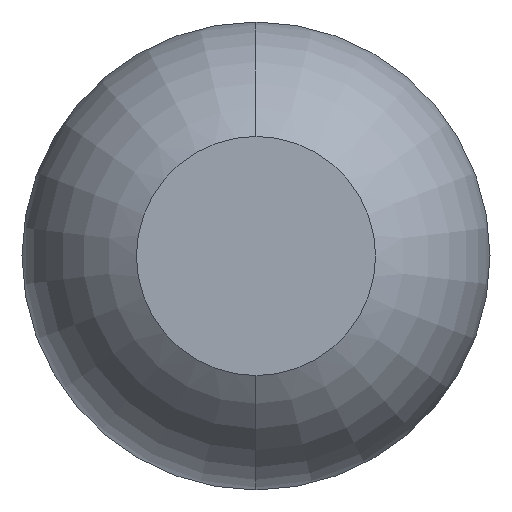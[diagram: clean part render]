
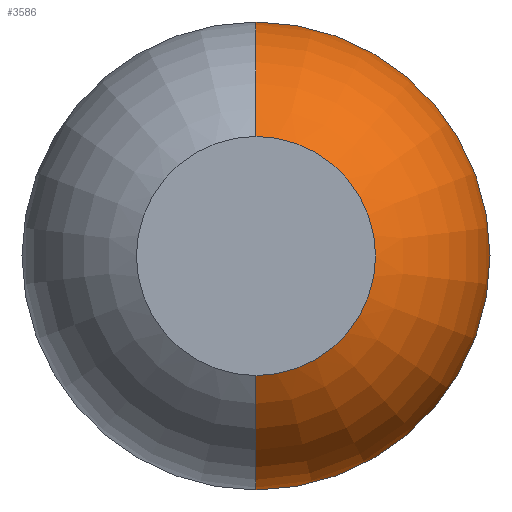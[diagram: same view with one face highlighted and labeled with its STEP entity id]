
A CAD part, front view. The second image highlights one B-rep face of the part: STEP entity #3586.
In plain terms, the highlighted toroidal (fillet/blend) face has major radius 0.035 mm and minor radius 0.65 mm.
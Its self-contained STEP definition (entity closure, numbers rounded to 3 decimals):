
#84 = ORIENTED_EDGE ( 'NONE', *, *, #2985, .T. ) ;
#465 = EDGE_CURVE ( 'Defeature ausgef�hrt3_18+Defeature ausgef�hrt3_4+Defeature ausgef�hrt3_4+Defeature ausgef�hrt3_4', #1842, #1937, #1856, .T. ) ;
#475 = DIRECTION ( 'NONE',  ( 0., 0., -1. ) ) ;
#493 = AXIS2_PLACEMENT_3D ( 'NONE', #3696, #1431, #3400 ) ;
#760 = DIRECTION ( 'NONE',  ( 0., 0., -1. ) ) ;
#847 = CIRCLE ( 'NONE', #3470, 0.685 ) ;
#881 = ORIENTED_EDGE ( 'NONE', *, *, #3499, .T. ) ;
#896 = CARTESIAN_POINT ( 'NONE',  ( 0., -25., -0.35 ) ) ;
#1057 = ORIENTED_EDGE ( 'NONE', *, *, #4013, .F. ) ;
#1305 = CIRCLE ( 'NONE', #2293, 0.65 ) ;
#1399 = TOROIDAL_SURFACE ( 'NONE', #1524, 0.035, 0.65 ) ;
#1409 = CARTESIAN_POINT ( 'NONE',  ( 0., -24.431, 0. ) ) ;
#1431 = DIRECTION ( 'NONE',  ( -1., 0., 0. ) ) ;
#1524 = AXIS2_PLACEMENT_3D ( 'NONE', #3131, #3474, #475 ) ;
#1543 = CARTESIAN_POINT ( 'NONE',  ( 0., -25., 0. ) ) ;
#1673 = CARTESIAN_POINT ( 'NONE',  ( 0., -24.431, 0.685 ) ) ;
#1693 = AXIS2_PLACEMENT_3D ( 'NONE', #1543, #3459, #3089 ) ;
#1809 = CARTESIAN_POINT ( 'NONE',  ( 0., -24.431, 0.035 ) ) ;
#1842 = VERTEX_POINT ( 'NONE', #896 ) ;
#1856 = CIRCLE ( 'NONE', #1693, 0.35 ) ;
#1937 = VERTEX_POINT ( 'NONE', #2878 ) ;
#1991 = EDGE_LOOP ( 'NONE', ( #881, #84, #4041, #1057 ) ) ;
#2264 = FACE_OUTER_BOUND ( 'NONE', #1991, .T. ) ;
#2293 = AXIS2_PLACEMENT_3D ( 'NONE', #1809, #3417, #3730 ) ;
#2373 = DIRECTION ( 'NONE',  ( 0., -1., 0. ) ) ;
#2878 = CARTESIAN_POINT ( 'NONE',  ( 0., -25., 0.35 ) ) ;
#2985 = EDGE_CURVE ( 'NONE', #3421, #1937, #1305, .T. ) ;
#2991 = CIRCLE ( 'NONE', #493, 0.65 ) ;
#3089 = DIRECTION ( 'NONE',  ( 0., 0., -1. ) ) ;
#3131 = CARTESIAN_POINT ( 'NONE',  ( 0., -24.431, 0. ) ) ;
#3400 = DIRECTION ( 'NONE',  ( 0., 0., 1. ) ) ;
#3417 = DIRECTION ( 'NONE',  ( 1., 0., 0. ) ) ;
#3421 = VERTEX_POINT ( 'NONE', #1673 ) ;
#3459 = DIRECTION ( 'NONE',  ( 0., -1., 0. ) ) ;
#3470 = AXIS2_PLACEMENT_3D ( 'NONE', #1409, #2373, #760 ) ;
#3474 = DIRECTION ( 'NONE',  ( 0., -1., 0. ) ) ;
#3499 = EDGE_CURVE ( 'Defeature ausgef�hrt3_4+Defeature ausgef�hrt3_5+Defeature ausgef�hrt3_5+Defeature ausgef�hrt3_5', #4026, #3421, #847, .T. ) ;
#3586 = ADVANCED_FACE ( 'Defeature ausgef�hrt3_4', ( #2264 ), #1399, .T. ) ;
#3696 = CARTESIAN_POINT ( 'NONE',  ( 0., -24.431, -0.035 ) ) ;
#3730 = DIRECTION ( 'NONE',  ( 0., 0., -1. ) ) ;
#4005 = CARTESIAN_POINT ( 'NONE',  ( 0., -24.431, -0.685 ) ) ;
#4013 = EDGE_CURVE ( 'NONE', #4026, #1842, #2991, .T. ) ;
#4026 = VERTEX_POINT ( 'NONE', #4005 ) ;
#4041 = ORIENTED_EDGE ( 'NONE', *, *, #465, .F. ) ;
